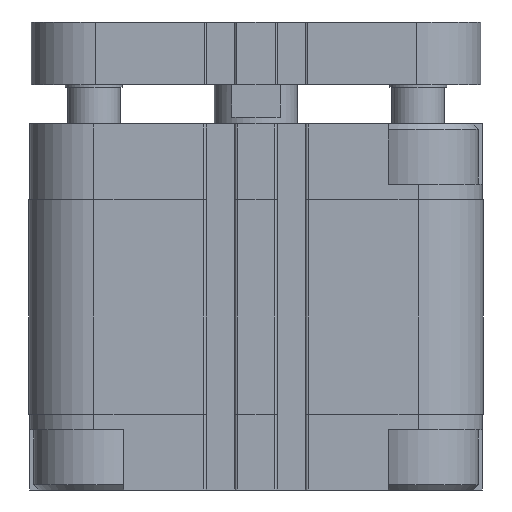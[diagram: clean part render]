
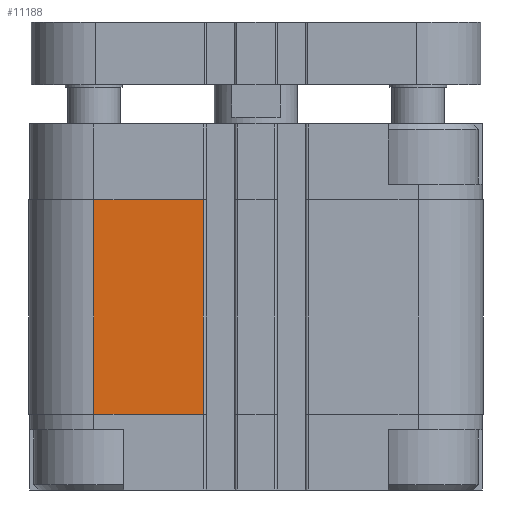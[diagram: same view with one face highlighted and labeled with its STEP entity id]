
A CAD part, front view. The second image highlights one B-rep face of the part: STEP entity #11188.
In plain terms, the highlighted face is planar.
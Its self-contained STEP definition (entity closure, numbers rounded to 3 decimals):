
#2037=ORIENTED_EDGE('',*,*,#4961,.F.);
#2038=ORIENTED_EDGE('',*,*,#4987,.F.);
#2039=ORIENTED_EDGE('',*,*,#4661,.T.);
#2040=ORIENTED_EDGE('',*,*,#4988,.T.);
#4661=EDGE_CURVE('',#6297,#6296,#7258,.T.);
#4961=EDGE_CURVE('',#6474,#6475,#7478,.T.);
#4987=EDGE_CURVE('',#6297,#6474,#7498,.T.);
#4988=EDGE_CURVE('',#6296,#6475,#7499,.T.);
#6296=VERTEX_POINT('',#17274);
#6297=VERTEX_POINT('',#17276);
#6474=VERTEX_POINT('',#17864);
#6475=VERTEX_POINT('',#17866);
#7258=LINE('',#17275,#8258);
#7478=LINE('',#17865,#8478);
#7498=LINE('',#17919,#8498);
#7499=LINE('',#17921,#8499);
#8258=VECTOR('',#13328,1000.);
#8478=VECTOR('',#13932,1000.);
#8498=VECTOR('',#14006,1000.);
#8499=VECTOR('',#14009,1000.);
#9195=EDGE_LOOP('',(#2037,#2038,#2039,#2040));
#10001=FACE_BOUND('',#9195,.T.);
#10725=PLANE('',#12045);
#11188=ADVANCED_FACE('',(#10001),#10725,.T.);
#12045=AXIS2_PLACEMENT_3D('',#17920,#14007,#14008);
#13328=DIRECTION('',(-1.,0.,0.));
#13932=DIRECTION('',(-1.,0.,0.));
#14006=DIRECTION('',(0.,0.,1.));
#14007=DIRECTION('',(0.,1.,0.));
#14008=DIRECTION('',(0.,0.,1.));
#14009=DIRECTION('',(0.,0.,1.));
#17274=CARTESIAN_POINT('',(10.05,43.5,-55.5));
#17275=CARTESIAN_POINT('',(31.,43.5,-55.5));
#17276=CARTESIAN_POINT('',(31.,43.5,-55.5));
#17864=CARTESIAN_POINT('',(31.,43.5,-14.5));
#17865=CARTESIAN_POINT('',(31.,43.5,-14.5));
#17866=CARTESIAN_POINT('',(10.05,43.5,-14.5));
#17919=CARTESIAN_POINT('',(31.,43.5,-55.5));
#17920=CARTESIAN_POINT('',(31.,43.5,-55.5));
#17921=CARTESIAN_POINT('',(10.05,43.5,-55.5));
